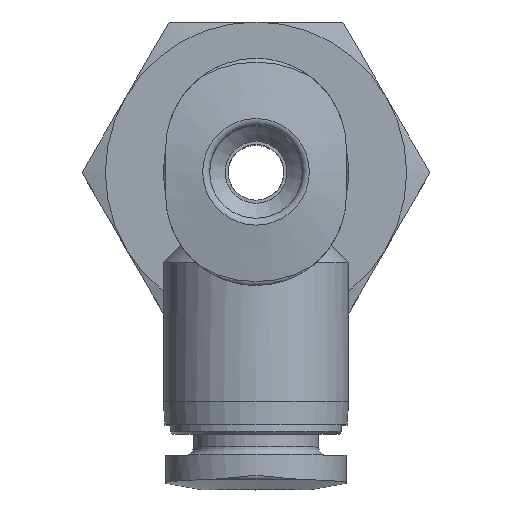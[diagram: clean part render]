
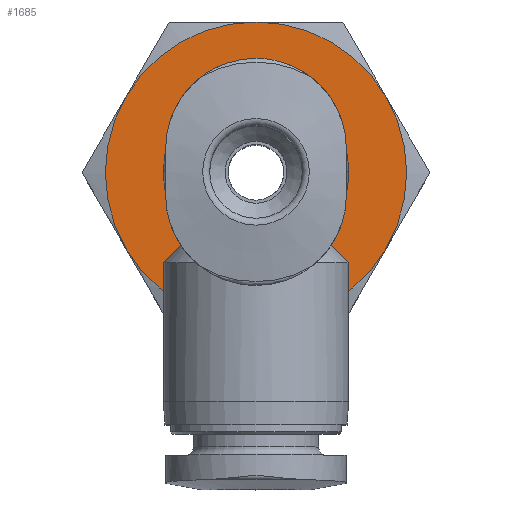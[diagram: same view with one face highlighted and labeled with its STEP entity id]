
A CAD part, top view. The second image highlights one B-rep face of the part: STEP entity #1685.
In plain terms, the highlighted planar face has unit normal (0, 0, 1).
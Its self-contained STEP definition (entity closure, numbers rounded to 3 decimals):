
#64=PLANE('',#1820);
#138=CIRCLE('',#1737,6.5);
#139=CIRCLE('',#1739,6.5);
#140=CIRCLE('',#1741,6.5);
#141=CIRCLE('',#1743,6.5);
#142=CIRCLE('',#1745,6.5);
#175=CIRCLE('',#1817,4.);
#177=CIRCLE('',#1821,6.5);
#364=ORIENTED_EDGE('',*,*,#508,.F.);
#365=ORIENTED_EDGE('',*,*,#511,.F.);
#366=ORIENTED_EDGE('',*,*,#517,.F.);
#367=ORIENTED_EDGE('',*,*,#597,.F.);
#368=ORIENTED_EDGE('',*,*,#516,.F.);
#369=ORIENTED_EDGE('',*,*,#507,.F.);
#370=ORIENTED_EDGE('',*,*,#595,.T.);
#507=EDGE_CURVE('',#655,#653,#138,.T.);
#508=EDGE_CURVE('',#656,#655,#139,.T.);
#511=EDGE_CURVE('',#658,#656,#140,.T.);
#516=EDGE_CURVE('',#653,#660,#141,.T.);
#517=EDGE_CURVE('',#662,#658,#142,.T.);
#595=EDGE_CURVE('',#724,#724,#175,.T.);
#597=EDGE_CURVE('',#660,#662,#177,.T.);
#653=VERTEX_POINT('',#2242);
#655=VERTEX_POINT('',#2248);
#656=VERTEX_POINT('',#2252);
#658=VERTEX_POINT('',#2264);
#660=VERTEX_POINT('',#2279);
#662=VERTEX_POINT('',#2288);
#724=VERTEX_POINT('',#2558);
#877=EDGE_LOOP('',(#364,#365,#366,#367,#368,#369));
#878=EDGE_LOOP('',(#370));
#1003=FACE_BOUND('',#877,.T.);
#1004=FACE_BOUND('',#878,.T.);
#1685=ADVANCED_FACE('',(#1003,#1004),#64,.F.);
#1737=AXIS2_PLACEMENT_3D('',#2249,#1902,#1903);
#1739=AXIS2_PLACEMENT_3D('',#2251,#1906,#1907);
#1741=AXIS2_PLACEMENT_3D('',#2263,#1910,#1911);
#1743=AXIS2_PLACEMENT_3D('',#2285,#1914,#1915);
#1745=AXIS2_PLACEMENT_3D('',#2287,#1918,#1919);
#1817=AXIS2_PLACEMENT_3D('',#2557,#2070,#2071);
#1820=AXIS2_PLACEMENT_3D('',#2561,#2076,#2077);
#1821=AXIS2_PLACEMENT_3D('',#2562,#2078,#2079);
#1902=DIRECTION('',(0.,0.,-1.));
#1903=DIRECTION('',(-1.,0.,0.));
#1906=DIRECTION('',(0.,0.,-1.));
#1907=DIRECTION('',(-1.,0.,0.));
#1910=DIRECTION('',(0.,0.,-1.));
#1911=DIRECTION('',(-1.,0.,0.));
#1914=DIRECTION('',(0.,0.,-1.));
#1915=DIRECTION('',(-1.,0.,0.));
#1918=DIRECTION('',(0.,0.,-1.));
#1919=DIRECTION('',(-1.,0.,0.));
#2070=DIRECTION('',(0.,0.,-1.));
#2071=DIRECTION('',(-1.,0.,0.));
#2076=DIRECTION('',(0.,0.,-1.));
#2077=DIRECTION('',(-1.,0.,0.));
#2078=DIRECTION('',(0.,0.,-1.));
#2079=DIRECTION('',(-1.,0.,0.));
#2242=CARTESIAN_POINT('',(5.629,-3.25,-5.3));
#2248=CARTESIAN_POINT('',(5.629,3.25,-5.3));
#2249=CARTESIAN_POINT('',(0.,0.,-5.3));
#2251=CARTESIAN_POINT('',(0.,0.,-5.3));
#2252=CARTESIAN_POINT('',(0.,6.5,-5.3));
#2263=CARTESIAN_POINT('',(0.,0.,-5.3));
#2264=CARTESIAN_POINT('',(-5.629,3.25,-5.3));
#2279=CARTESIAN_POINT('',(0.,-6.5,-5.3));
#2285=CARTESIAN_POINT('',(0.,0.,-5.3));
#2287=CARTESIAN_POINT('',(0.,0.,-5.3));
#2288=CARTESIAN_POINT('',(-5.629,-3.25,-5.3));
#2557=CARTESIAN_POINT('',(0.,0.,-5.3));
#2558=CARTESIAN_POINT('',(-4.,0.,-5.3));
#2561=CARTESIAN_POINT('',(0.,4.,-5.3));
#2562=CARTESIAN_POINT('',(0.,0.,-5.3));
